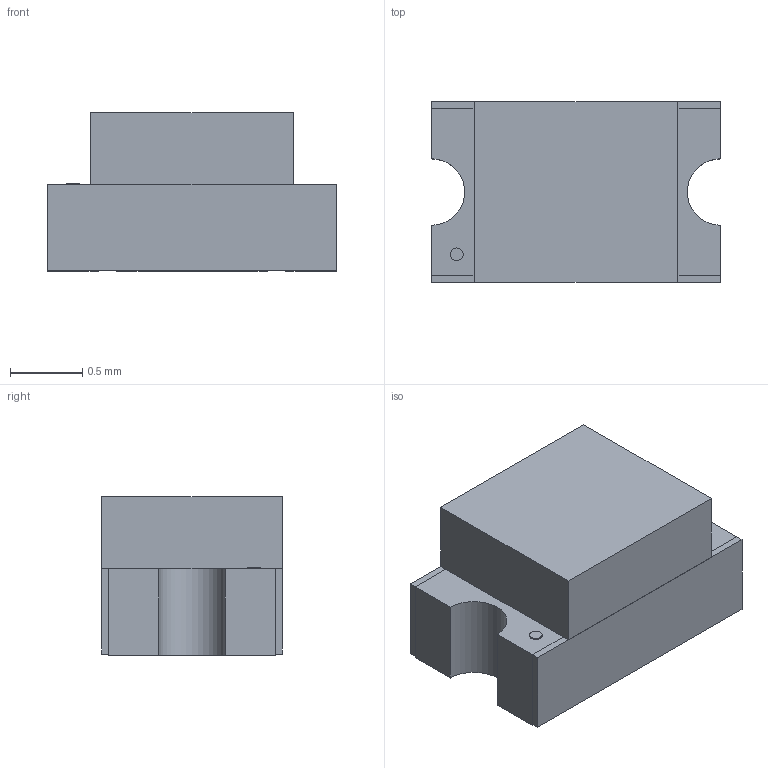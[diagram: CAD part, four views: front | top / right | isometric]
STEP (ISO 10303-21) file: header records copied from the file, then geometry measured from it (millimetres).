
FILE_DESCRIPTION(('FreeCAD Model'),'2;1');
FILE_NAME('Open CASCADE Shape Model','2024-02-20T17:03:11',(''),(''), 'Open CASCADE STEP processor 7.6','FreeCAD','Unknown');
FILE_SCHEMA(('AUTOMOTIVE_DESIGN { 1 0 10303 214 1 1 1 1 }'));
Length unit declared in the file: millimetre
Products named in the file (7): Part; body; led; mark1; mark2; Array; pin
Assembly tree (7 placements, depth 3):
  Part
    body
    led
    mark1
    mark2
    Array
      pin  x2
Bounding box: 2 x 1.25 x 1.1 mm (x, y, z)
Volume: 2.3 mm3; surface area: 20.4 mm2
Topology: 6 solids, 6 shells, 49 faces, 111 edges, 74 vertices
Faces by surface type: plane 46, cylinder 3
Full cylindrical faces by diameter (mm): 0.087 x1
Entity records: 831 total; most frequent: ORIENTED_EDGE 153, EDGE_CURVE 93, LINE 85, CARTESIAN_POINT 72, VERTEX_POINT 58, AXIS2_PLACEMENT_3D 47, ADVANCED_FACE 41, FACE_BOUND 41
